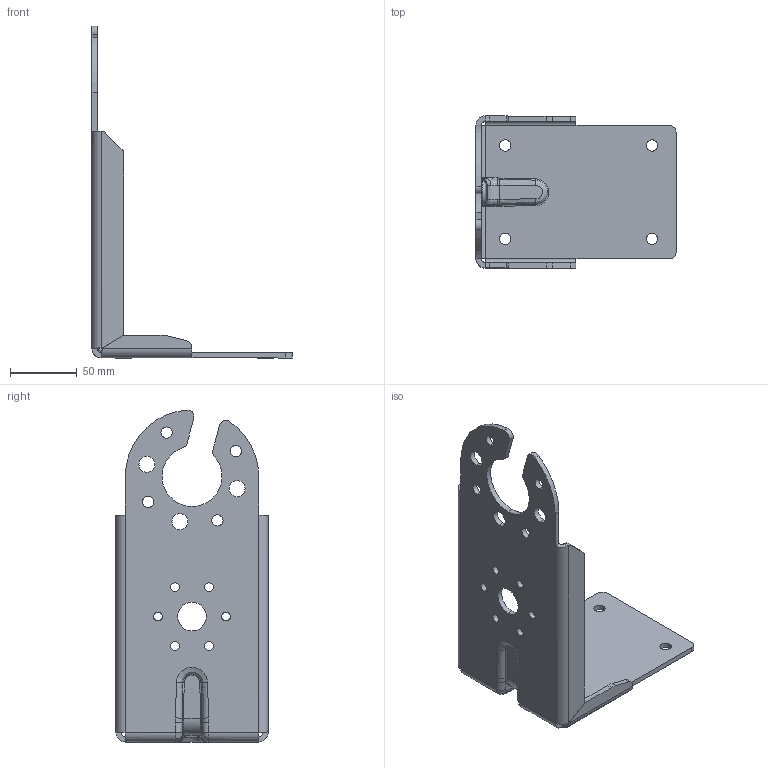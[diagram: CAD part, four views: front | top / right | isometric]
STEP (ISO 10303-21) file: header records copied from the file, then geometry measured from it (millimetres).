
FILE_DESCRIPTION (( 'STEP AP203' ), '1' );
FILE_NAME ('1403.STEP', '2022-09-28T13:19:02', ( '' ), ( '' ), 'SwSTEP 2.0', 'SolidWorks 2021', '' );
FILE_SCHEMA (( 'CONFIG_CONTROL_DESIGN' ));
Length unit declared in the file: millimetre
Products named in the file (1): 1403
Bounding box: 150 x 114 x 248.85 mm (x, y, z)
Volume: 176479.2 mm3; surface area: 96479.1 mm2
Topology: 1 solids, 1 shells, 183 faces, 463 edges, 282 vertices
Faces by surface type: cylinder 80, bspline 52, plane 51
Entity records: 7955 total; most frequent: CARTESIAN_POINT 3730, ORIENTED_EDGE 926, DIRECTION 795, EDGE_CURVE 463, AXIS2_PLACEMENT_3D 304, VERTEX_POINT 282, EDGE_LOOP 219, VECTOR 187
